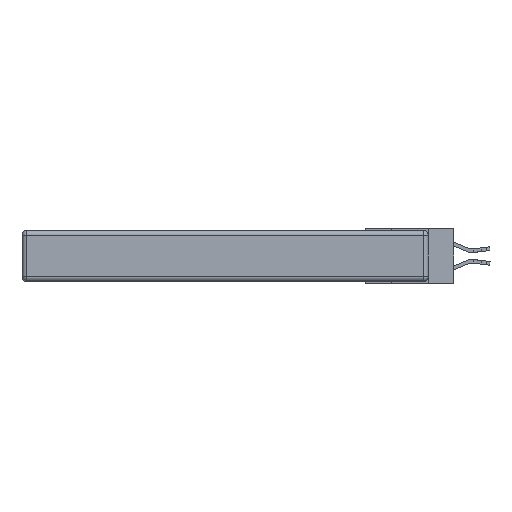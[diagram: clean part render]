
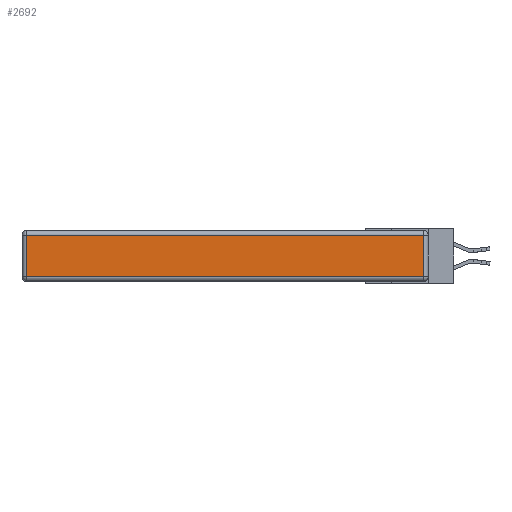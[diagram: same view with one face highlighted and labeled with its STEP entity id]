
A CAD part, left-side view. The second image highlights one B-rep face of the part: STEP entity #2692.
In plain terms, the highlighted planar face has unit normal (-1, 0, 0).
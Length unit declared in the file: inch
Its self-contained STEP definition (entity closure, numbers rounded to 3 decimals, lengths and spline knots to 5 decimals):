
#126 = VERTEX_POINT ( 'NONE', #5576 ) ;
#885 = LINE ( 'NONE', #10693, #4528 ) ;
#936 = ORIENTED_EDGE ( 'NONE', *, *, #13536, .T. ) ;
#1009 = DIRECTION ( 'NONE',  ( 0., 0., -1. ) ) ;
#1449 = EDGE_CURVE ( 'NONE', #1473, #11377, #885, .T. ) ;
#1473 = VERTEX_POINT ( 'NONE', #11811 ) ;
#2137 = VECTOR ( 'NONE', #8551, 39.37008 ) ;
#2363 = DIRECTION ( 'NONE',  ( -1., 0., 0. ) ) ;
#2422 = DIRECTION ( 'NONE',  ( 0., 0., 1. ) ) ;
#2692 = ADVANCED_FACE ( 'NONE', ( #9399 ), #5479, .T. ) ;
#2999 = LINE ( 'NONE', #13674, #10697 ) ;
#3523 = EDGE_CURVE ( 'NONE', #8757, #1473, #13377, .T. ) ;
#4221 = ORIENTED_EDGE ( 'NONE', *, *, #3523, .T. ) ;
#4239 = CARTESIAN_POINT ( 'NONE',  ( 0., 0.03, -0.03 ) ) ;
#4528 = VECTOR ( 'NONE', #1009, 39.37008 ) ;
#4538 = EDGE_CURVE ( 'NONE', #11377, #126, #5138, .T. ) ;
#4585 = EDGE_LOOP ( 'NONE', ( #6287, #936, #4221, #10973 ) ) ;
#5138 = LINE ( 'NONE', #5397, #2137 ) ;
#5344 = DIRECTION ( 'NONE',  ( 0., 1., 0. ) ) ;
#5397 = CARTESIAN_POINT ( 'NONE',  ( 0., 0., -0.313 ) ) ;
#5479 = PLANE ( 'NONE',  #13751 ) ;
#5499 = VECTOR ( 'NONE', #5344, 39.37008 ) ;
#5576 = CARTESIAN_POINT ( 'NONE',  ( 0., 0.03, -0.313 ) ) ;
#6083 = CARTESIAN_POINT ( 'NONE',  ( 0., 2.72, -0.313 ) ) ;
#6287 = ORIENTED_EDGE ( 'NONE', *, *, #4538, .T. ) ;
#7266 = DIRECTION ( 'NONE',  ( 0., 0., 1. ) ) ;
#7335 = CARTESIAN_POINT ( 'NONE',  ( 0., 2.75, -0.03 ) ) ;
#7827 = CARTESIAN_POINT ( 'NONE',  ( 0., 0., -0.343 ) ) ;
#8551 = DIRECTION ( 'NONE',  ( 0., -1., 0. ) ) ;
#8757 = VERTEX_POINT ( 'NONE', #4239 ) ;
#9399 = FACE_OUTER_BOUND ( 'NONE', #4585, .T. ) ;
#10693 = CARTESIAN_POINT ( 'NONE',  ( 0., 2.72, -0.343 ) ) ;
#10697 = VECTOR ( 'NONE', #7266, 39.37008 ) ;
#10973 = ORIENTED_EDGE ( 'NONE', *, *, #1449, .T. ) ;
#11377 = VERTEX_POINT ( 'NONE', #6083 ) ;
#11811 = CARTESIAN_POINT ( 'NONE',  ( 0., 2.72, -0.03 ) ) ;
#13377 = LINE ( 'NONE', #7335, #5499 ) ;
#13536 = EDGE_CURVE ( 'NONE', #126, #8757, #2999, .T. ) ;
#13674 = CARTESIAN_POINT ( 'NONE',  ( 0., 0.03, -0.343 ) ) ;
#13751 = AXIS2_PLACEMENT_3D ( 'NONE', #7827, #2363, #2422 ) ;
